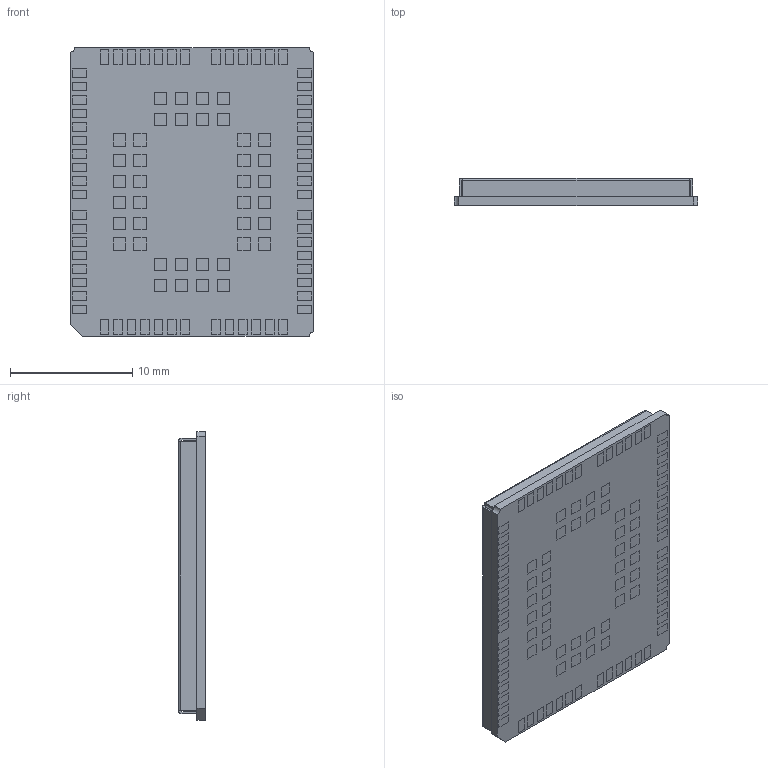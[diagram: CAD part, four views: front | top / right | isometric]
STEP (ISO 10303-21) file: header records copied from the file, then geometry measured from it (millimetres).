
FILE_DESCRIPTION (( 'STEP AP214' ), '1' );
FILE_NAME ('BG95-M3.STEP', '2022-09-16T17:11:00', ( '' ), ( '' ), 'SwSTEP 2.0', 'SolidWorks 2022', '' );
FILE_SCHEMA (( 'AUTOMOTIVE_DESIGN' ));
Length unit declared in the file: millimetre
Products named in the file (1): BG95-M3
Bounding box: 19.9 x 2.2 x 23.6 mm (x, y, z)
Volume: 423.9 mm3; surface area: 2647.8 mm2
Topology: 104 solids, 104 shells, 1325 faces, 2997 edges, 1998 vertices
Faces by surface type: plane 1238, bspline 74, cylinder 13
Entity records: 41174 total; most frequent: CARTESIAN_POINT 10795, ORIENTED_EDGE 5994, DIRECTION 5379, EDGE_CURVE 2997, VECTOR 2823, LINE 2823, VERTEX_POINT 1998, EDGE_LOOP 1443
